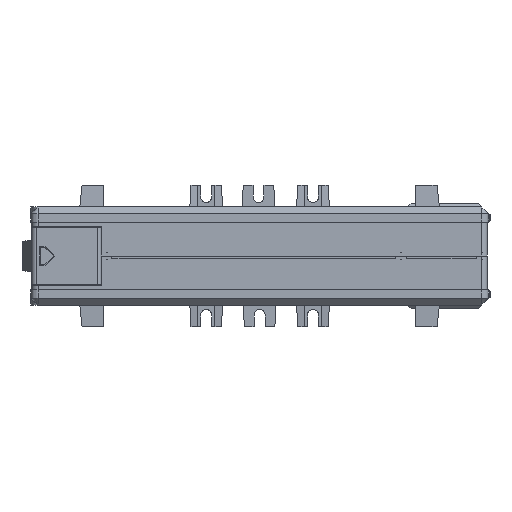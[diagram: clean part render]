
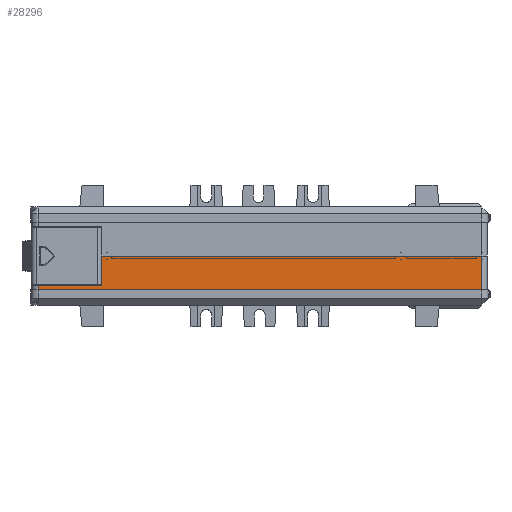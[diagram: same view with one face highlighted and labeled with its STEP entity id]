
A CAD part, front view. The second image highlights one B-rep face of the part: STEP entity #28296.
In plain terms, the highlighted planar face has unit normal (0, -1, 0).
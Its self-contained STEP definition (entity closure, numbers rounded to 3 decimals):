
#783=PLANE('',#30261);
#2361=FACE_OUTER_BOUND('',#3971,.T.);
#3971=EDGE_LOOP('',(#22744,#22745,#22746,#22747,#22748,#22749));
#6404=LINE('',#43028,#9839);
#6566=LINE('',#43374,#10001);
#6568=LINE('',#43383,#10003);
#6605=LINE('',#43475,#10040);
#6606=LINE('',#43477,#10041);
#6607=LINE('',#43478,#10042);
#9839=VECTOR('',#34451,1000.);
#10001=VECTOR('',#34765,1000.);
#10003=VECTOR('',#34775,1000.);
#10040=VECTOR('',#34876,1000.);
#10041=VECTOR('',#34879,1000.);
#10042=VECTOR('',#34880,1000.);
#13635=VERTEX_POINT('',#43025);
#13636=VERTEX_POINT('',#43027);
#13744=VERTEX_POINT('',#43372);
#13746=VERTEX_POINT('',#43380);
#13747=VERTEX_POINT('',#43382);
#13770=VERTEX_POINT('',#43473);
#16834=EDGE_CURVE('',#13636,#13635,#6404,.T.);
#17018=EDGE_CURVE('',#13635,#13744,#6566,.T.);
#17022=EDGE_CURVE('',#13746,#13747,#6568,.T.);
#17065=EDGE_CURVE('',#13747,#13770,#6605,.T.);
#17066=EDGE_CURVE('',#13744,#13770,#6606,.T.);
#17067=EDGE_CURVE('',#13746,#13636,#6607,.T.);
#22744=ORIENTED_EDGE('',*,*,#17018,.T.);
#22745=ORIENTED_EDGE('',*,*,#17066,.T.);
#22746=ORIENTED_EDGE('',*,*,#17065,.F.);
#22747=ORIENTED_EDGE('',*,*,#17022,.F.);
#22748=ORIENTED_EDGE('',*,*,#17067,.T.);
#22749=ORIENTED_EDGE('',*,*,#16834,.T.);
#28296=ADVANCED_FACE('',(#2361),#783,.T.);
#30261=AXIS2_PLACEMENT_3D('',#43476,#34877,#34878);
#34451=DIRECTION('',(-1.,0.,0.));
#34765=DIRECTION('',(0.,0.,-1.));
#34775=DIRECTION('',(-1.,0.,0.));
#34876=DIRECTION('',(0.,0.,1.));
#34877=DIRECTION('center_axis',(0.,-1.,0.));
#34878=DIRECTION('ref_axis',(0.,0.,-1.));
#34879=DIRECTION('',(-1.,0.,0.));
#34880=DIRECTION('',(0.,0.,1.));
#43025=CARTESIAN_POINT('',(-72.7,-110.5,0.));
#43027=CARTESIAN_POINT('',(101.7,-110.5,0.));
#43028=CARTESIAN_POINT('',(-101.7,-110.5,0.));
#43372=CARTESIAN_POINT('',(-72.7,-110.5,-13.5));
#43374=CARTESIAN_POINT('',(-72.7,-110.5,-334.178));
#43380=CARTESIAN_POINT('',(101.7,-110.5,-15.5));
#43382=CARTESIAN_POINT('',(-101.7,-110.5,-15.5));
#43383=CARTESIAN_POINT('',(-101.7,-110.5,-15.5));
#43473=CARTESIAN_POINT('',(-101.7,-110.5,-13.5));
#43475=CARTESIAN_POINT('',(-101.7,-110.5,-334.178));
#43476=CARTESIAN_POINT('Origin',(-101.7,-110.5,-334.178));
#43477=CARTESIAN_POINT('',(-101.7,-110.5,-13.5));
#43478=CARTESIAN_POINT('',(101.7,-110.5,-334.178));
